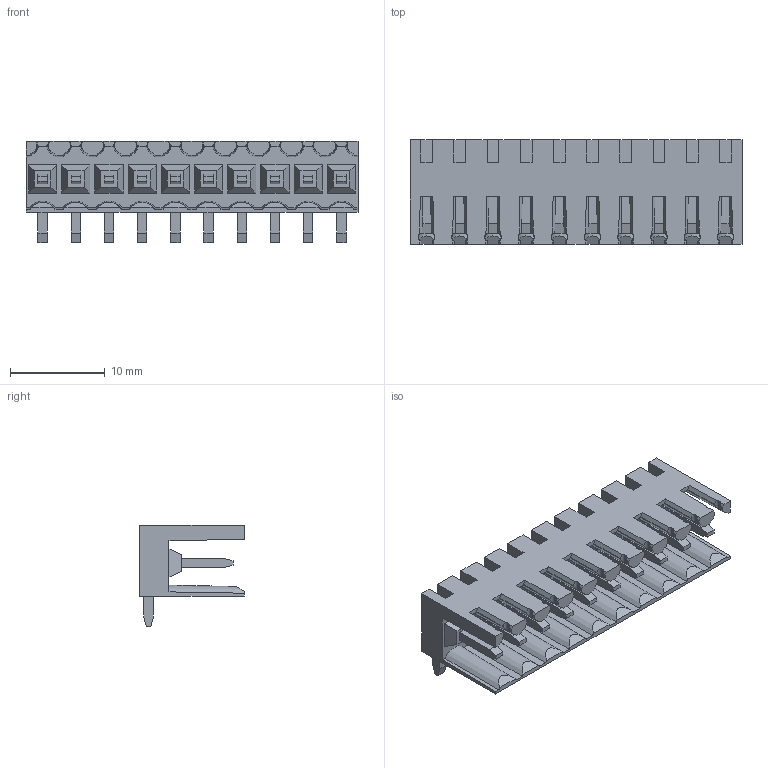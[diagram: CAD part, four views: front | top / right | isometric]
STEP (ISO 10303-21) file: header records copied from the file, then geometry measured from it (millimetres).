
FILE_DESCRIPTION(('CATIA V5 STEP Exchange','CAx-IF Rec.Pracs.--- Model Styling and Organization---1.2---2011-12-15'),'2;1');
FILE_NAME ('D1453053_0_1597290000_1597290000.stp','2018-10-10T05:25:44+00:00',('none'),('Weidmueller'),'CATIA Version 5-6 Release 2014','CATIA V5 STEP AP214','none');
FILE_SCHEMA(('AUTOMOTIVE_DESIGN { 1 0 10303 214 1 1 1 1 }'));
Length unit declared in the file: millimetre
Products named in the file (1): 1597290000
Bounding box: 35 x 11.05 x 10.65 mm (x, y, z)
Volume: 1264.5 mm3; surface area: 3042.7 mm2
Topology: 11 solids, 11 shells, 620 faces, 1828 edges, 1230 vertices
Faces by surface type: plane 510, cylinder 80, cone 30
Entity records: 19178 total; most frequent: CARTESIAN_POINT 4336, ORIENTED_EDGE 3656, DIRECTION 2167, EDGE_CURVE 1828, VECTOR 1283, LINE 1283, VERTEX_POINT 1230, EDGE_LOOP 640
